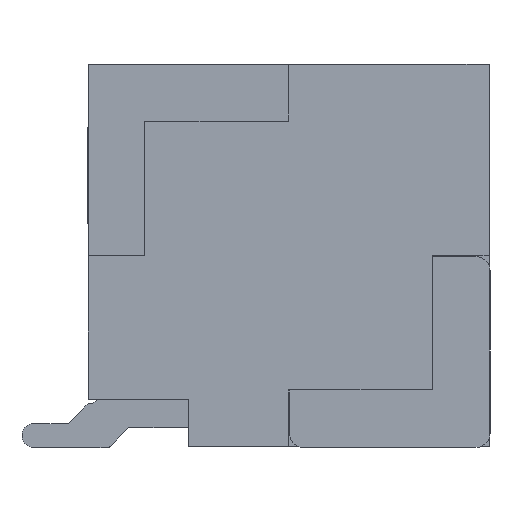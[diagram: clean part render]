
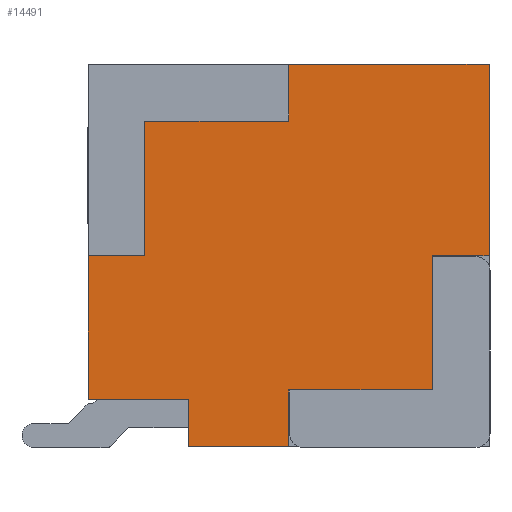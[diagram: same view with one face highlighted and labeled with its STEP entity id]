
A CAD part, left-side view. The second image highlights one B-rep face of the part: STEP entity #14491.
In plain terms, the highlighted planar face has unit normal (-1, 0, 0).
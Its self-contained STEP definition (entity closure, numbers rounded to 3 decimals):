
#740 = ORIENTED_EDGE ( 'NONE', *, *, #6412, .F. ) ;
#853 = LINE ( 'NONE', #4176, #30420 ) ;
#1050 = ORIENTED_EDGE ( 'NONE', *, *, #10549, .F. ) ;
#1242 = VECTOR ( 'NONE', #18164, 1000. ) ;
#1566 = EDGE_CURVE ( 'NONE', #28775, #21407, #12847, .T. ) ;
#1952 = ORIENTED_EDGE ( 'NONE', *, *, #1566, .F. ) ;
#2068 = VECTOR ( 'NONE', #9009, 1000. ) ;
#2356 = EDGE_CURVE ( 'NONE', #10364, #3827, #853, .T. ) ;
#2586 = DIRECTION ( 'NONE',  ( 0., -1., 0. ) ) ;
#3453 = EDGE_CURVE ( 'NONE', #30740, #22053, #15998, .T. ) ;
#3570 = CARTESIAN_POINT ( 'NONE',  ( -2.25, -1.062, 0. ) ) ;
#3768 = CARTESIAN_POINT ( 'NONE',  ( -2.25, -3.188, 0. ) ) ;
#3827 = VERTEX_POINT ( 'NONE', #37869 ) ;
#4176 = CARTESIAN_POINT ( 'NONE',  ( -2.25, 1.062, 2.025 ) ) ;
#4596 = CARTESIAN_POINT ( 'NONE',  ( -2.25, -1.063, 4.05 ) ) ;
#4791 = ORIENTED_EDGE ( 'NONE', *, *, #23591, .T. ) ;
#5134 = CARTESIAN_POINT ( 'NONE',  ( -2.25, -2.587, 2.025 ) ) ;
#5346 = DIRECTION ( 'NONE',  ( 0., 0., 1. ) ) ;
#5372 = LINE ( 'NONE', #38995, #34207 ) ;
#5898 = VECTOR ( 'NONE', #16258, 1000. ) ;
#6412 = EDGE_CURVE ( 'NONE', #29115, #18268, #15111, .T. ) ;
#7297 = VECTOR ( 'NONE', #37334, 1000. ) ;
#7503 = VECTOR ( 'NONE', #9948, 1000. ) ;
#7691 = EDGE_CURVE ( 'NONE', #24023, #18039, #5372, .T. ) ;
#8589 = DIRECTION ( 'NONE',  ( 0., 0., -1. ) ) ;
#8697 = PLANE ( 'NONE',  #24764 ) ;
#9009 = DIRECTION ( 'NONE',  ( 0., 1., 0. ) ) ;
#9249 = EDGE_CURVE ( 'NONE', #30740, #12197, #18064, .T. ) ;
#9571 = ORIENTED_EDGE ( 'NONE', *, *, #7691, .F. ) ;
#9948 = DIRECTION ( 'NONE',  ( 0., 0., -1. ) ) ;
#10015 = LINE ( 'NONE', #30999, #7297 ) ;
#10184 = VECTOR ( 'NONE', #14676, 1000. ) ;
#10364 = VERTEX_POINT ( 'NONE', #16453 ) ;
#10549 = EDGE_CURVE ( 'NONE', #30141, #11272, #28126, .T. ) ;
#10621 = CARTESIAN_POINT ( 'NONE',  ( -2.25, 0., 0.5 ) ) ;
#11272 = VERTEX_POINT ( 'NONE', #36723 ) ;
#11889 = EDGE_LOOP ( 'NONE', ( #20727, #1952, #38677, #1050, #30881, #26896, #14468, #16118, #25105, #9571, #32678, #25627, #4791, #740 ) ) ;
#12197 = VERTEX_POINT ( 'NONE', #37719 ) ;
#12458 = DIRECTION ( 'NONE',  ( 0., 1., 0. ) ) ;
#12847 = LINE ( 'NONE', #3768, #35719 ) ;
#12944 = VERTEX_POINT ( 'NONE', #5134 ) ;
#13084 = CARTESIAN_POINT ( 'NONE',  ( -2.25, 0.462, 2.025 ) ) ;
#13566 = VECTOR ( 'NONE', #21305, 1000. ) ;
#13632 = DIRECTION ( 'NONE',  ( 0., 1., 0. ) ) ;
#14229 = EDGE_CURVE ( 'NONE', #18039, #22053, #23975, .T. ) ;
#14468 = ORIENTED_EDGE ( 'NONE', *, *, #9249, .F. ) ;
#14491 = ADVANCED_FACE ( 'NONE', ( #18171 ), #8697, .T. ) ;
#14676 = DIRECTION ( 'NONE',  ( 0., 0., 1. ) ) ;
#15111 = LINE ( 'NONE', #20501, #2068 ) ;
#15190 = CARTESIAN_POINT ( 'NONE',  ( -2.25, -1.062, 0.6 ) ) ;
#15998 = LINE ( 'NONE', #28102, #27403 ) ;
#16118 = ORIENTED_EDGE ( 'NONE', *, *, #3453, .T. ) ;
#16258 = DIRECTION ( 'NONE',  ( 0., 0., 1. ) ) ;
#16453 = CARTESIAN_POINT ( 'NONE',  ( -2.25, 1.062, 2.025 ) ) ;
#17041 = CARTESIAN_POINT ( 'NONE',  ( -2.25, -3.188, 4.05 ) ) ;
#17537 = CARTESIAN_POINT ( 'NONE',  ( -2.25, -2.587, 0.6 ) ) ;
#18039 = VERTEX_POINT ( 'NONE', #30924 ) ;
#18064 = LINE ( 'NONE', #29982, #25256 ) ;
#18164 = DIRECTION ( 'NONE',  ( 0., 0., -1. ) ) ;
#18171 = FACE_OUTER_BOUND ( 'NONE', #11889, .T. ) ;
#18268 = VERTEX_POINT ( 'NONE', #35646 ) ;
#19385 = EDGE_CURVE ( 'NONE', #29115, #21407, #27449, .T. ) ;
#20501 = CARTESIAN_POINT ( 'NONE',  ( -2.25, 1.062, 0.5 ) ) ;
#20727 = ORIENTED_EDGE ( 'NONE', *, *, #19385, .T. ) ;
#20811 = CARTESIAN_POINT ( 'NONE',  ( -2.25, -1.063, 3.45 ) ) ;
#21163 = DIRECTION ( 'NONE',  ( -1., 0., 0. ) ) ;
#21305 = DIRECTION ( 'NONE',  ( 0., 0., -1. ) ) ;
#21403 = DIRECTION ( 'NONE',  ( 0., -1., 0. ) ) ;
#21407 = VERTEX_POINT ( 'NONE', #24578 ) ;
#21796 = CARTESIAN_POINT ( 'NONE',  ( -2.25, -2.587, 0.6 ) ) ;
#22053 = VERTEX_POINT ( 'NONE', #4596 ) ;
#22178 = CARTESIAN_POINT ( 'NONE',  ( -2.25, 0.462, 3.45 ) ) ;
#23591 = EDGE_CURVE ( 'NONE', #10364, #18268, #28173, .T. ) ;
#23975 = LINE ( 'NONE', #20811, #10184 ) ;
#24023 = VERTEX_POINT ( 'NONE', #22178 ) ;
#24322 = LINE ( 'NONE', #15190, #1242 ) ;
#24578 = CARTESIAN_POINT ( 'NONE',  ( -2.25, 0., 0. ) ) ;
#24764 = AXIS2_PLACEMENT_3D ( 'NONE', #35636, #21163, #5346 ) ;
#25024 = VECTOR ( 'NONE', #39099, 1000. ) ;
#25105 = ORIENTED_EDGE ( 'NONE', *, *, #14229, .F. ) ;
#25182 = EDGE_CURVE ( 'NONE', #11272, #28775, #24322, .T. ) ;
#25256 = VECTOR ( 'NONE', #8589, 1000. ) ;
#25627 = ORIENTED_EDGE ( 'NONE', *, *, #2356, .F. ) ;
#26631 = VECTOR ( 'NONE', #27912, 1000. ) ;
#26896 = ORIENTED_EDGE ( 'NONE', *, *, #33160, .F. ) ;
#27031 = LINE ( 'NONE', #35569, #25024 ) ;
#27403 = VECTOR ( 'NONE', #13632, 1000. ) ;
#27449 = LINE ( 'NONE', #33210, #13566 ) ;
#27912 = DIRECTION ( 'NONE',  ( 0., 1., 0. ) ) ;
#28102 = CARTESIAN_POINT ( 'NONE',  ( -2.25, -3.188, 4.05 ) ) ;
#28126 = LINE ( 'NONE', #21796, #26631 ) ;
#28173 = LINE ( 'NONE', #30362, #7503 ) ;
#28775 = VERTEX_POINT ( 'NONE', #3570 ) ;
#28954 = LINE ( 'NONE', #13084, #5898 ) ;
#29115 = VERTEX_POINT ( 'NONE', #10621 ) ;
#29982 = CARTESIAN_POINT ( 'NONE',  ( -2.25, -3.188, 4.05 ) ) ;
#30141 = VERTEX_POINT ( 'NONE', #17537 ) ;
#30362 = CARTESIAN_POINT ( 'NONE',  ( -2.25, 1.062, 4.05 ) ) ;
#30420 = VECTOR ( 'NONE', #21403, 1000. ) ;
#30740 = VERTEX_POINT ( 'NONE', #17041 ) ;
#30881 = ORIENTED_EDGE ( 'NONE', *, *, #39004, .F. ) ;
#30924 = CARTESIAN_POINT ( 'NONE',  ( -2.25, -1.063, 3.45 ) ) ;
#30999 = CARTESIAN_POINT ( 'NONE',  ( -2.25, -2.587, 2.025 ) ) ;
#32674 = EDGE_CURVE ( 'NONE', #3827, #24023, #28954, .T. ) ;
#32678 = ORIENTED_EDGE ( 'NONE', *, *, #32674, .F. ) ;
#33160 = EDGE_CURVE ( 'NONE', #12197, #12944, #27031, .T. ) ;
#33210 = CARTESIAN_POINT ( 'NONE',  ( -2.25, 0., 0.5 ) ) ;
#34207 = VECTOR ( 'NONE', #2586, 1000. ) ;
#35569 = CARTESIAN_POINT ( 'NONE',  ( -2.25, -3.187, 2.025 ) ) ;
#35636 = CARTESIAN_POINT ( 'NONE',  ( -2.25, -3.188, 4.05 ) ) ;
#35646 = CARTESIAN_POINT ( 'NONE',  ( -2.25, 1.062, 0.5 ) ) ;
#35719 = VECTOR ( 'NONE', #12458, 1000. ) ;
#36723 = CARTESIAN_POINT ( 'NONE',  ( -2.25, -1.062, 0.6 ) ) ;
#37334 = DIRECTION ( 'NONE',  ( 0., 0., -1. ) ) ;
#37719 = CARTESIAN_POINT ( 'NONE',  ( -2.25, -3.187, 2.025 ) ) ;
#37869 = CARTESIAN_POINT ( 'NONE',  ( -2.25, 0.462, 2.025 ) ) ;
#38677 = ORIENTED_EDGE ( 'NONE', *, *, #25182, .F. ) ;
#38995 = CARTESIAN_POINT ( 'NONE',  ( -2.25, 0.462, 3.45 ) ) ;
#39004 = EDGE_CURVE ( 'NONE', #12944, #30141, #10015, .T. ) ;
#39099 = DIRECTION ( 'NONE',  ( 0., 1., 0. ) ) ;
